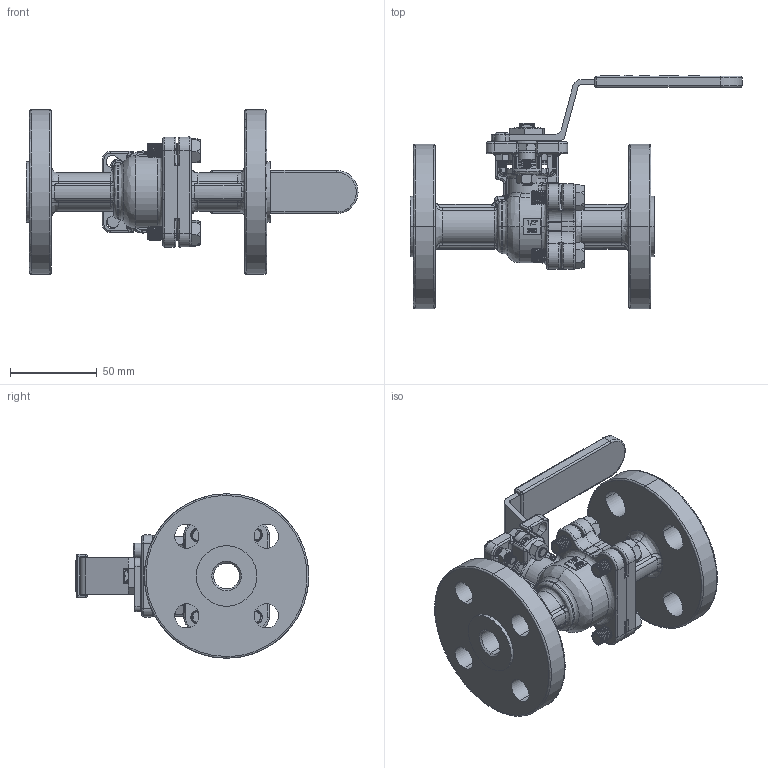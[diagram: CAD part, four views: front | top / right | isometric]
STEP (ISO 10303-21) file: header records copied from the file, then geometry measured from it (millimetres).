
FILE_DESCRIPTION (( 'STEP AP203' ), '1' );
FILE_NAME ('M230 - DN15.STEP', '2023-11-15T15:58:39', ( '' ), ( '' ), 'SwSTEP 2.0', 'SolidWorks 2017', '' );
FILE_SCHEMA (( 'CONFIG_CONTROL_DESIGN' ));
Length unit declared in the file: inch
Products named in the file (22): M230 - DN15-PACKING GLAND; M230 - DN15-BALL; M230 - DN15-DISC SPRING; M230 - DN15-HANDLE; M230 - DN15-HEX BOLT; M230 - DN15; M230 - DN15- STOPPER NUT; M230 - DN15-STEM; M230 - DN15-YOKE; M230 - DN15-YOKE SCREW; M230 - DN15-O-RING; M230 - DN15-SEAT; M230 - DN15-BODY; M230 - DN15-HANDLE NUT; M230 - DN15-BODY GASKET; M230 - DN15-END CAP; M230 - DN15-COVER; M230 - DN15-STOPPER; M230 - DN15-PACKING; M230 - DN15-SPACER; M230 - DN15-NUT; M230 - DN15-THRUST WASHER
Assembly tree (28 placements, depth 2):
  M230 - DN15
    M230 - DN15-BODY
    M230 - DN15-END CAP
    M230 - DN15-BODY GASKET
    M230 - DN15-BALL
    M230 - DN15-SEAT  x2
    M230 - DN15-STEM
    M230 - DN15-THRUST WASHER
    M230 - DN15-O-RING
    M230 - DN15-PACKING
    M230 - DN15-PACKING GLAND  x2
    M230 - DN15-DISC SPRING
    M230 - DN15-SPACER
    M230 - DN15-HANDLE
    M230 - DN15-COVER
    M230 - DN15-YOKE
    M230 - DN15-HANDLE NUT
    M230 - DN15-YOKE SCREW  x2
    M230 - DN15-STOPPER
    M230 - DN15-NUT  x2
    M230 - DN15-HEX BOLT  x4
    M230 - DN15- STOPPER NUT
Bounding box: 191.69 x 134.9 x 95 mm (x, y, z)
Volume: 285109.3 mm3; surface area: 117279.5 mm2
Topology: 30 solids, 30 shells, 2037 faces, 5300 edges, 3298 vertices
Faces by surface type: cylinder 779, bspline 690, plane 496, cone 72
Entity records: 126774 total; most frequent: CARTESIAN_POINT 86073, ORIENTED_EDGE 9046, DIRECTION 6559, EDGE_CURVE 4526, VERTEX_POINT 2829, AXIS2_PLACEMENT_3D 2367, EDGE_LOOP 1917, LINE 1825
